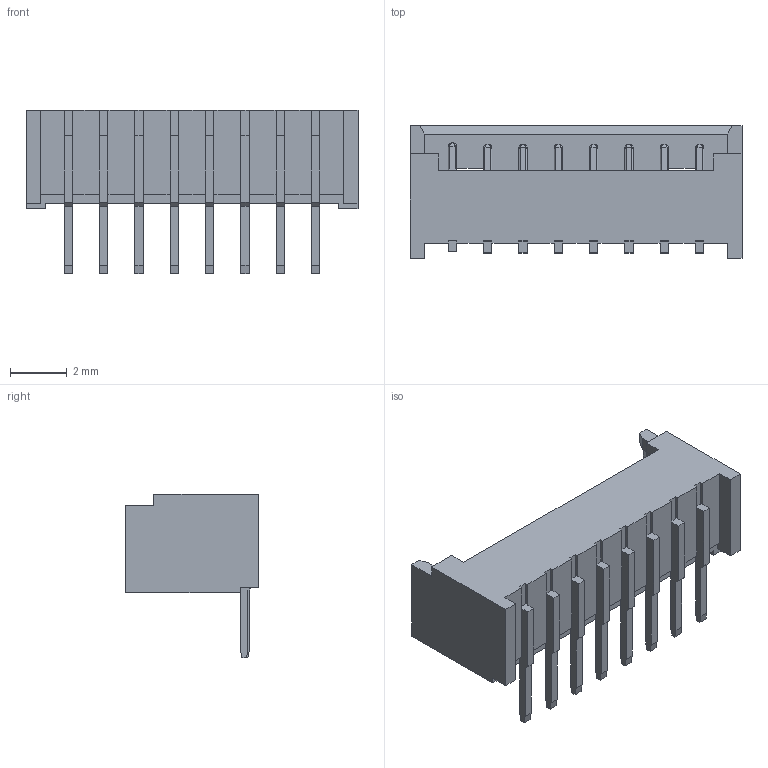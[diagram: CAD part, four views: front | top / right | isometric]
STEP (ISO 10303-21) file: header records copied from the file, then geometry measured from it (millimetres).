
FILE_DESCRIPTION(/* description */ ('Unknown'),/* implementation_level */ '2;1');
FILE_NAME(/* name */ 'J_Wurth_WR-WTB_653008117322',/* time_stamp */ '2025-06-03T09:32:26+08:00',/* author */ ('Unknown'),/* organization */ ('Unknown'),/* preprocessor_version */ 'ST-DEVELOPER v19.4',/* originating_system */ 'Solid Edge',/* authorisation */ 'Unknown');
FILE_SCHEMA (('AUTOMOTIVE_DESIGN {1 0 10303 214 3 1 1}'));
Length unit declared in the file: millimetre
Products named in the file (2): J_Wurth_WR-WTB_653008117322
Assembly tree (1 placements, depth 2):
  J_Wurth_WR-WTB_653008117322
    J_Wurth_WR-WTB_653008117322
Bounding box: 11.75 x 4.7 x 5.8 mm (x, y, z)
Volume: 80.8 mm3; surface area: 341.7 mm2
Topology: 1 solids, 1 shells, 397 faces, 1053 edges, 634 vertices
Faces by surface type: plane 269, cylinder 64, torus 32, bspline 32
Entity records: 14893 total; most frequent: CARTESIAN_POINT 2598, ORIENTED_EDGE 2042, DIRECTION 1851, EDGE_CURVE 1021, LINE 797, VECTOR 797, VERTEX_POINT 634, AXIS2_PLACEMENT_3D 527
